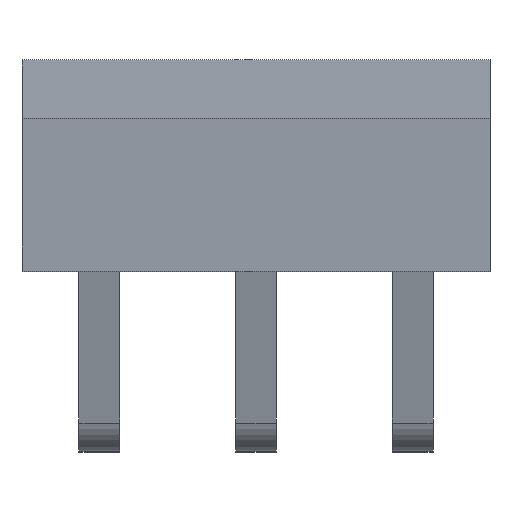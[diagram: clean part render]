
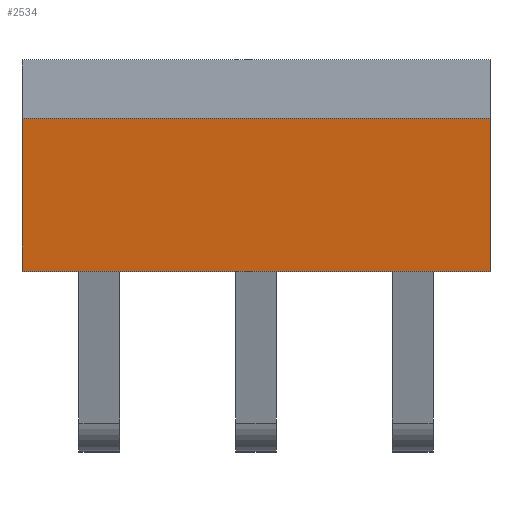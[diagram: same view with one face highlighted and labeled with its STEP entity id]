
A CAD part, top view. The second image highlights one B-rep face of the part: STEP entity #2534.
In plain terms, the highlighted face is planar.
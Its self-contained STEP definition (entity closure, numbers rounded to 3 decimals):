
#2329 = VERTEX_POINT('',#2330);
#2330 = CARTESIAN_POINT('',(-1.27,14.32,-5.08));
#2336 = EDGE_CURVE('',#2329,#2337,#2339,.T.);
#2337 = VERTEX_POINT('',#2338);
#2338 = CARTESIAN_POINT('',(-4.57,13.915,-5.08));
#2339 = LINE('',#2340,#2341);
#2340 = CARTESIAN_POINT('',(-1.27,14.32,-5.08));
#2341 = VECTOR('',#2342,1.);
#2342 = DIRECTION('',(-0.993,-0.122,
    0.));
#2370 = VERTEX_POINT('',#2371);
#2371 = CARTESIAN_POINT('',(-1.27,14.32,5.08));
#2377 = EDGE_CURVE('',#2370,#2378,#2380,.T.);
#2378 = VERTEX_POINT('',#2379);
#2379 = CARTESIAN_POINT('',(-4.57,13.915,5.08));
#2380 = LINE('',#2381,#2382);
#2381 = CARTESIAN_POINT('',(-1.27,14.32,5.08));
#2382 = VECTOR('',#2383,1.);
#2383 = DIRECTION('',(-0.993,-0.122,
    0.));
#2428 = VERTEX_POINT('',#2429);
#2429 = CARTESIAN_POINT('',(-1.27,14.32,-3.495));
#2435 = EDGE_CURVE('',#2329,#2428,#2436,.T.);
#2436 = LINE('',#2437,#2438);
#2437 = CARTESIAN_POINT('',(-1.27,14.32,-5.08));
#2438 = VECTOR('',#2439,1.);
#2439 = DIRECTION('',(0.,0.,1.));
#2499 = VERTEX_POINT('',#2500);
#2500 = CARTESIAN_POINT('',(-1.27,14.32,3.495));
#2524 = EDGE_CURVE('',#2499,#2370,#2525,.T.);
#2525 = LINE('',#2526,#2527);
#2526 = CARTESIAN_POINT('',(-1.27,14.32,-5.08));
#2527 = VECTOR('',#2528,1.);
#2528 = DIRECTION('',(0.,0.,1.));
#2534 = ADVANCED_FACE('',(#2535),#2553,.F.);
#2535 = FACE_BOUND('',#2536,.F.);
#2536 = EDGE_LOOP('',(#2537,#2538,#2544,#2545,#2546,#2552));
#2537 = ORIENTED_EDGE('',*,*,#2435,.T.);
#2538 = ORIENTED_EDGE('',*,*,#2539,.T.);
#2539 = EDGE_CURVE('',#2428,#2499,#2540,.T.);
#2540 = LINE('',#2541,#2542);
#2541 = CARTESIAN_POINT('',(-1.27,14.32,-5.08));
#2542 = VECTOR('',#2543,1.);
#2543 = DIRECTION('',(0.,0.,1.));
#2544 = ORIENTED_EDGE('',*,*,#2524,.T.);
#2545 = ORIENTED_EDGE('',*,*,#2377,.T.);
#2546 = ORIENTED_EDGE('',*,*,#2547,.F.);
#2547 = EDGE_CURVE('',#2337,#2378,#2548,.T.);
#2548 = LINE('',#2549,#2550);
#2549 = CARTESIAN_POINT('',(-4.57,13.915,-5.08));
#2550 = VECTOR('',#2551,1.);
#2551 = DIRECTION('',(0.,0.,1.));
#2552 = ORIENTED_EDGE('',*,*,#2336,.F.);
#2553 = PLANE('',#2554);
#2554 = AXIS2_PLACEMENT_3D('',#2555,#2556,#2557);
#2555 = CARTESIAN_POINT('',(-1.27,14.32,-5.08));
#2556 = DIRECTION('',(0.122,-0.993,0.)
  );
#2557 = DIRECTION('',(-0.993,-0.122,
    0.));
